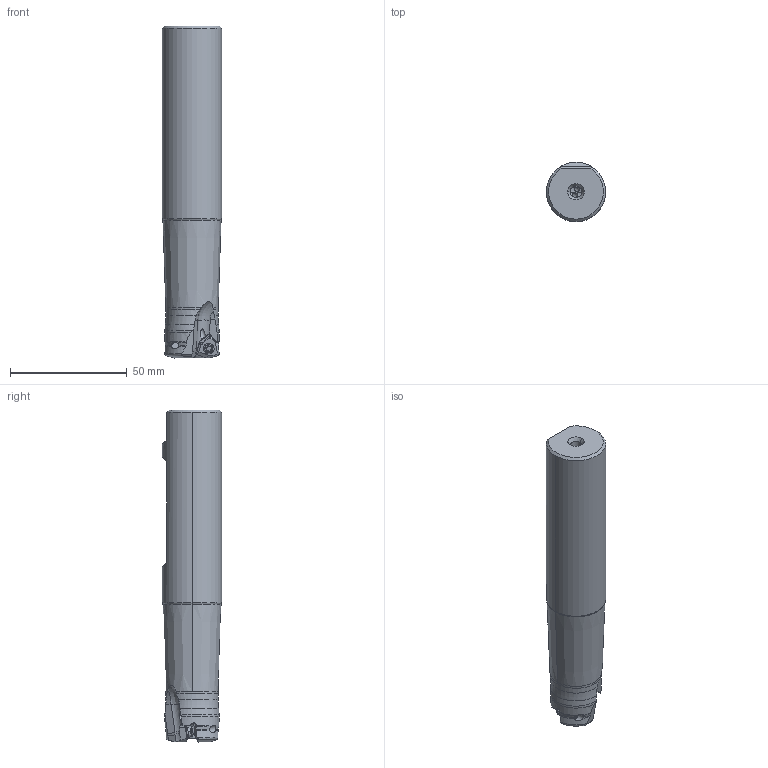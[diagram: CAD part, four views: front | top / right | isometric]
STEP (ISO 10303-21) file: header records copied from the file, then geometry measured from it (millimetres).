
FILE_DESCRIPTION(/* description */ (''),/* implementation_level */ '2;1');
FILE_NAME(/* name */ 'WJX09UR1602FA16S.stp',/* time_stamp */ '2025-07-03T15:45:22+09:00',/* author */ (''),/* organization */ (''),/* preprocessor_version */ 'ST-DEVELOPER v18.101',/* originating_system */ 'SIEMENS PLM Software NX 2011',/* authorisation */ '');
FILE_SCHEMA (('AUTOMOTIVE_DESIGN { 1 0 10303 214 3 1 1 1 }'));
Length unit declared in the file: millimetre
Products named in the file (1): WJX09UR1602FA16S_ASM
Bounding box: 25.4 x 25.4 x 142.07 mm (x, y, z)
Volume: 61302.9 mm3; surface area: 14159.1 mm2
Topology: 3 solids, 3 shells, 275 faces, 862 edges, 590 vertices
Faces by surface type: cylinder 106, plane 74, cone 33, torus 30, bspline 16, sphere 16
Entity records: 11455 total; most frequent: CARTESIAN_POINT 4101, ORIENTED_EDGE 1704, DIRECTION 1345, EDGE_CURVE 852, VERTEX_POINT 585, AXIS2_PLACEMENT_3D 572, B_SPLINE_CURVE_WITH_KNOTS 354, CIRCLE 297
